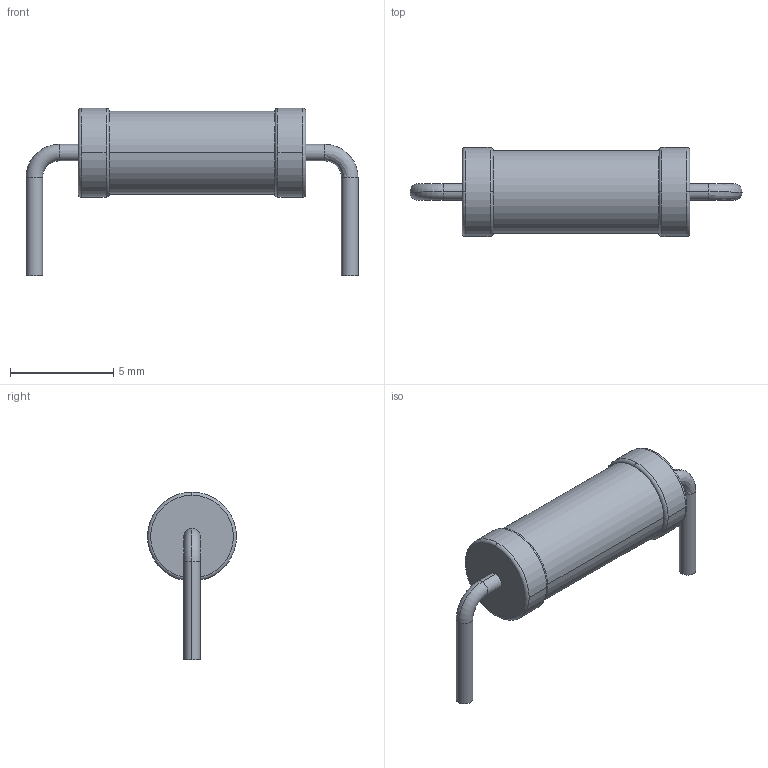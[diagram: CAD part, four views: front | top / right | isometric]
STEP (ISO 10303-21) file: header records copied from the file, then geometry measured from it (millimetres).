
FILE_DESCRIPTION((''),'2;1');
FILE_NAME('RES_VISHAY_AC01.stp','2012-02-28T11:13:03',(''),(''),'Mechanical Desktop 2011','Mechanical Desktop 2011',', , ');
FILE_SCHEMA(('AUTOMOTIVE_DESIGN { 1 2 10303 214 1 1 1 1 }'));
Length unit declared in the file: millimetre
Products named in the file (1): Product
Bounding box: 16.04 x 4.3 x 8.1 mm (x, y, z)
Volume: 189.1 mm3; surface area: 298.4 mm2
Topology: 5 solids, 5 shells, 36 faces, 74 edges, 48 vertices
Faces by surface type: torus 10, cylinder 10, plane 8, bspline 8
Entity records: 1166 total; most frequent: CARTESIAN_POINT 321, DIRECTION 192, ORIENTED_EDGE 148, AXIS2_PLACEMENT_3D 89, EDGE_CURVE 74, CIRCLE 60, VERTEX_POINT 48, EDGE_LOOP 36
